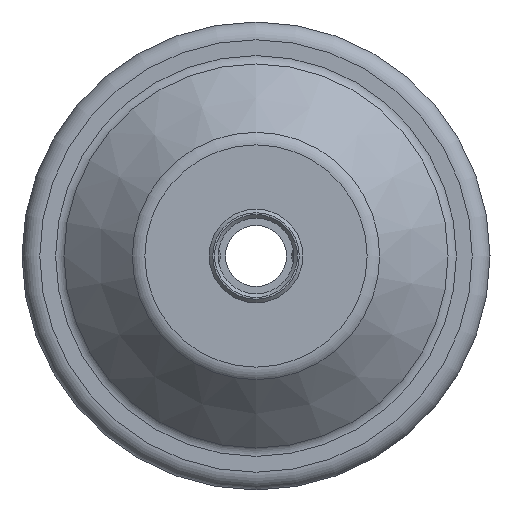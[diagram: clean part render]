
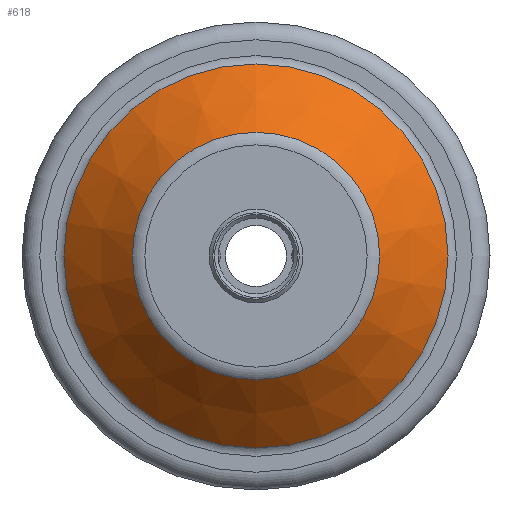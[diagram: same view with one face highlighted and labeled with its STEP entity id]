
A CAD part, left-side view. The second image highlights one B-rep face of the part: STEP entity #618.
In plain terms, the highlighted conical face has half-angle 45 degrees and reference radius 32.414 mm.
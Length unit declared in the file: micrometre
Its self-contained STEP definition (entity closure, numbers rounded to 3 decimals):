
#82=FACE_OUTER_BOUND('',#120,.T.);
#120=EDGE_LOOP('',(#455,#456,#457,#458,#459,#460));
#165=LINE('',#1401,#181);
#181=VECTOR('',#847,32414.214);
#209=CIRCLE('',#692,20878.68);
#210=CIRCLE('',#693,20878.68);
#214=CIRCLE('',#698,32414.214);
#215=CIRCLE('',#699,32414.214);
#283=VERTEX_POINT('',#1387);
#284=VERTEX_POINT('',#1388);
#287=VERTEX_POINT('',#1397);
#288=VERTEX_POINT('',#1398);
#355=EDGE_CURVE('',#283,#284,#209,.T.);
#356=EDGE_CURVE('',#284,#283,#210,.T.);
#360=EDGE_CURVE('',#287,#288,#214,.T.);
#361=EDGE_CURVE('',#288,#287,#215,.T.);
#362=EDGE_CURVE('',#288,#284,#165,.T.);
#455=ORIENTED_EDGE('',*,*,#360,.F.);
#456=ORIENTED_EDGE('',*,*,#361,.F.);
#457=ORIENTED_EDGE('',*,*,#362,.T.);
#458=ORIENTED_EDGE('',*,*,#356,.T.);
#459=ORIENTED_EDGE('',*,*,#355,.T.);
#460=ORIENTED_EDGE('',*,*,#362,.F.);
#601=CONICAL_SURFACE('',#697,32414.214,0.785);
#618=ADVANCED_FACE('',(#82),#601,.T.);
#692=AXIS2_PLACEMENT_3D('',#1389,#831,#832);
#693=AXIS2_PLACEMENT_3D('',#1390,#833,#834);
#697=AXIS2_PLACEMENT_3D('',#1396,#841,#842);
#698=AXIS2_PLACEMENT_3D('',#1399,#843,#844);
#699=AXIS2_PLACEMENT_3D('',#1400,#845,#846);
#831=DIRECTION('center_axis',(1.,0.,0.));
#832=DIRECTION('ref_axis',(0.,0.,-1.));
#833=DIRECTION('center_axis',(1.,0.,0.));
#834=DIRECTION('ref_axis',(0.,0.,-1.));
#841=DIRECTION('center_axis',(1.,0.,0.));
#842=DIRECTION('ref_axis',(0.,0.,-1.));
#843=DIRECTION('center_axis',(1.,0.,0.));
#844=DIRECTION('ref_axis',(0.,0.,-1.));
#845=DIRECTION('center_axis',(1.,0.,0.));
#846=DIRECTION('ref_axis',(0.,0.,-1.));
#847=DIRECTION('',(-0.707,0.,-0.707));
#1387=CARTESIAN_POINT('',(-96621.32,0.,-20878.68));
#1388=CARTESIAN_POINT('',(-96621.32,0.,20878.68));
#1389=CARTESIAN_POINT('Origin',(-96621.32,0.,0.));
#1390=CARTESIAN_POINT('Origin',(-96621.32,0.,0.));
#1396=CARTESIAN_POINT('Origin',(-85085.786,0.,0.));
#1397=CARTESIAN_POINT('',(-85085.786,0.,-32414.214));
#1398=CARTESIAN_POINT('',(-85085.786,0.,32414.214));
#1399=CARTESIAN_POINT('Origin',(-85085.786,0.,0.));
#1400=CARTESIAN_POINT('Origin',(-85085.786,0.,0.));
#1401=CARTESIAN_POINT('',(-85085.786,0.,32414.214));
